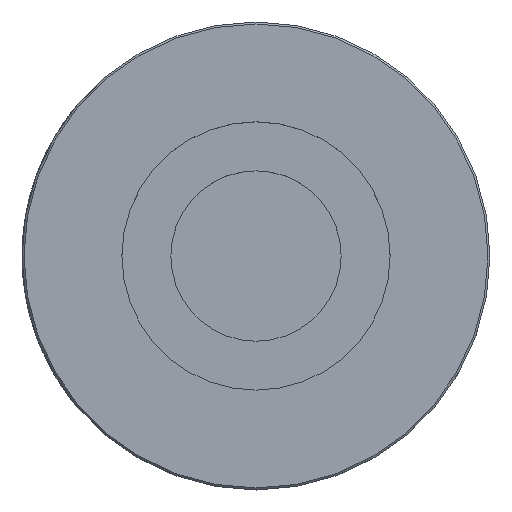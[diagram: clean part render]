
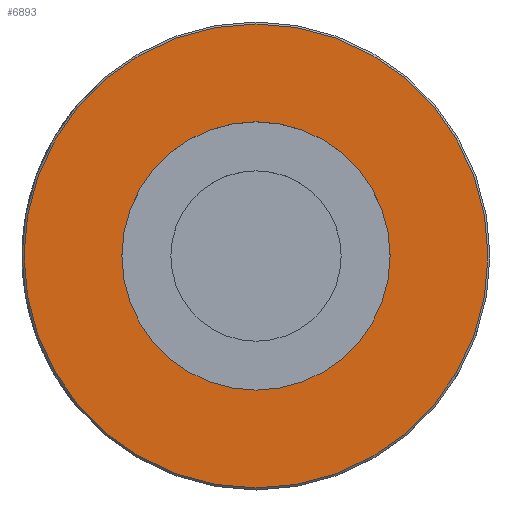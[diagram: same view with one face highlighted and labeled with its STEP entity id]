
A CAD part, top view. The second image highlights one B-rep face of the part: STEP entity #6893.
In plain terms, the highlighted planar face has unit normal (0, 0, 1).
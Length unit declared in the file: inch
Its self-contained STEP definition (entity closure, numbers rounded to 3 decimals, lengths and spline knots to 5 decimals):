
#2401=VERTEX_POINT('',#17507);
#2402=VERTEX_POINT('',#17510);
#2539=CIRCLE('',#7180,0.58555);
#2540=CIRCLE('',#7182,0.33858);
#3574=EDGE_CURVE('',#2401,#2401,#2539,.T.);
#3575=EDGE_CURVE('',#2402,#2402,#2540,.T.);
#5638=ORIENTED_EDGE('',*,*,#3575,.T.);
#5639=ORIENTED_EDGE('',*,*,#3574,.F.);
#6070=EDGE_LOOP('',(#5638));
#6071=EDGE_LOOP('',(#5639));
#6502=FACE_BOUND('',#6070,.T.);
#6503=FACE_BOUND('',#6071,.T.);
#6893=ADVANCED_FACE('',(#6502,#6503),#17632,.F.);
#7180=AXIS2_PLACEMENT_3D('',#17506,#8073,#8074);
#7181=AXIS2_PLACEMENT_3D('',#17508,#8075,$);
#7182=AXIS2_PLACEMENT_3D('',#17509,#8076,#8077);
#8073=DIRECTION('',(0.,0.,-1.));
#8074=DIRECTION('',(-0.586,0.,0.));
#8075=DIRECTION('',(0.,0.,-1.));
#8076=DIRECTION('',(0.,0.,-1.));
#8077=DIRECTION('',(-0.339,0.,0.));
#17506=CARTESIAN_POINT('',(0.,0.,0.));
#17507=CARTESIAN_POINT('',(0.58555,0.,0.));
#17508=CARTESIAN_POINT('',(0.,0.,0.));
#17509=CARTESIAN_POINT('',(0.,0.,0.));
#17510=CARTESIAN_POINT('',(-0.33858,0.,0.));
#17632=PLANE('',#7181);
